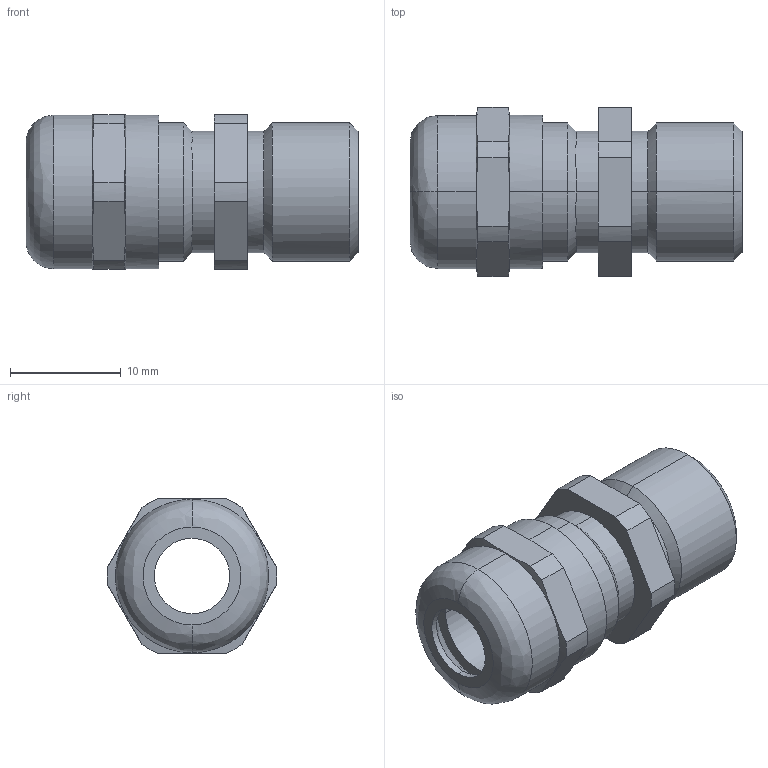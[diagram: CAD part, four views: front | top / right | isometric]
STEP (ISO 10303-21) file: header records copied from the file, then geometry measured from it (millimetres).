
FILE_DESCRIPTION(/* description */ (''),/* implementation_level */ '2;1');
FILE_NAME(/* name */ '2086111',/* time_stamp */ '2015-11-04T15:48:00+01:00',/* author */ (''),/* organization */ (''),/* preprocessor_version */ 'ST-DEVELOPER v15',/* originating_system */ '',/* authorisation */ '');
FILE_SCHEMA (('CONFIG_CONTROL_DESIGN'));
Length unit declared in the file: millimetre
Products named in the file (1): Document
Bounding box: 30 x 15.3 x 14 mm (x, y, z)
Volume: 2195.8 mm3; surface area: 4062.8 mm2
Topology: 3 solids, 3 shells, 103 faces, 236 edges, 146 vertices
Faces by surface type: bspline 78, plane 25
Entity records: 4122 total; most frequent: CARTESIAN_POINT 2663, ORIENTED_EDGE 472, EDGE_CURVE 236, VERTEX_POINT 146, EDGE_LOOP 116, ADVANCED_FACE 103, FACE_OUTER_BOUND 103, B_SPLINE_CURVE_WITH_KNOTS 99
